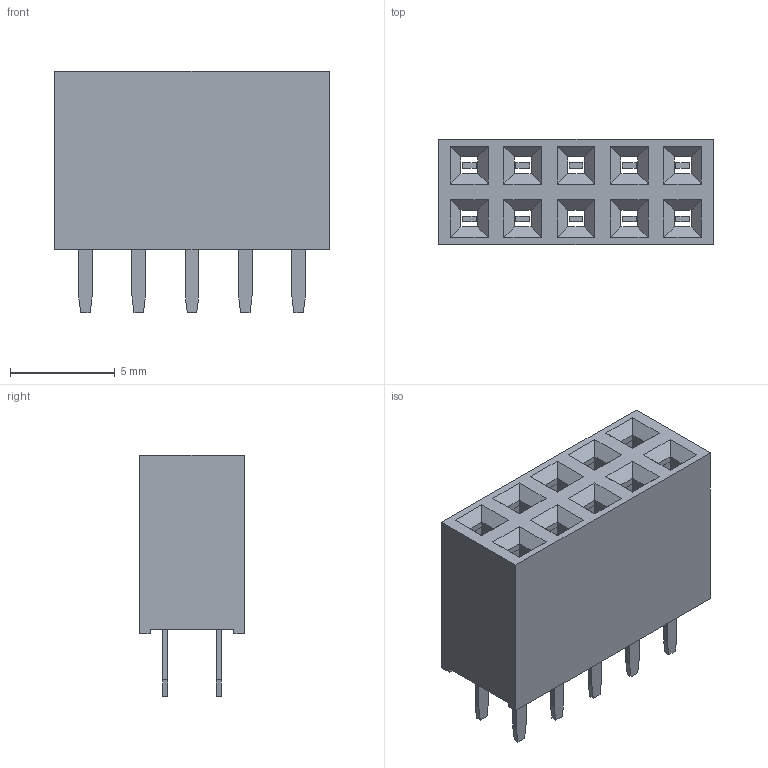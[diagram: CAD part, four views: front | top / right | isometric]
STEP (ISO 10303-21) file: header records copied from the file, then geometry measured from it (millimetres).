
FILE_DESCRIPTION((''),'2;1');
FILE_NAME('HARWIN_M20-7830546.stp','2010-11-24T14:52:39',(''),(''),'Mechanical Desktop 2011','Mechanical Desktop 2011',', , ');
FILE_SCHEMA(('AUTOMOTIVE_DESIGN { 1 2 10303 214 1 1 1 1 }'));
Length unit declared in the file: millimetre
Products named in the file (1): Product
Bounding box: 13.1 x 5 x 11.5 mm (x, y, z)
Volume: 360.4 mm3; surface area: 973.1 mm2
Topology: 11 solids, 11 shells, 260 faces, 644 edges, 416 vertices
Faces by surface type: plane 250, bspline 10
Entity records: 7570 total; most frequent: CARTESIAN_POINT 1351, ORIENTED_EDGE 1288, DIRECTION 1146, VECTOR 644, LINE 644, EDGE_CURVE 644, VERTEX_POINT 416, EDGE_LOOP 290
